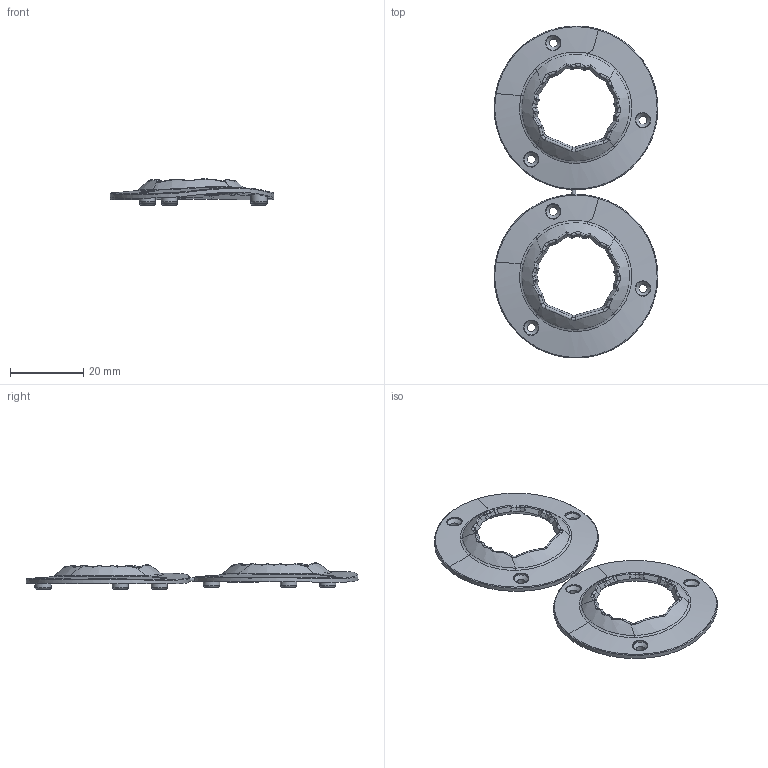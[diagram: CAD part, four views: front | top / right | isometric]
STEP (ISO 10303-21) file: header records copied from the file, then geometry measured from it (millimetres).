
FILE_DESCRIPTION(/* description */ ('','CAx-IF Rec.Pracs.---Representation and Presentation of Product Manufacturing Information (PMI)---4.0---2014-10-13'),/* implementation_level */ '2;1');
FILE_NAME(/* name */ 'DoubleGateplate-FullNoMinWD.step',/* time_stamp */ '2025-02-12T01:38:11-08:00',/* author */ (''),/* organization */ (''),/* preprocessor_version */ 'ST-DEVELOPER v20',/* originating_system */ 'Autodesk Translation Framework v13.20.0.188',/* authorisation */ '');
FILE_SCHEMA (('AP242_MANAGED_MODEL_BASED_3D_ENGINEERING_MIM_LF { 1 0 10303 442 1 1 4 }'));
Products named in the file (1): RemovableGateOEM
Bounding box: 44.72 x 90.72 x 7.17 mm (x, y, z)
Volume: 3682.2 mm3; surface area: 5880.2 mm2
Topology: 1 solids, 1 shells, 279 faces, 783 edges, 512 vertices
Faces by surface type: bspline 216, plane 30, cylinder 21, cone 6, torus 6
Full cylindrical faces by diameter (mm): 1 x1, 2.25 x6, 4 x4, 4.46 x6, 44.732 x2
Entity records: 36706 total; most frequent: CARTESIAN_POINT 30720, ORIENTED_EDGE 1566, DIRECTION 805, EDGE_CURVE 783, VERTEX_POINT 512, B_SPLINE_CURVE_WITH_KNOTS 388, AXIS2_PLACEMENT_3D 374, EDGE_LOOP 301
